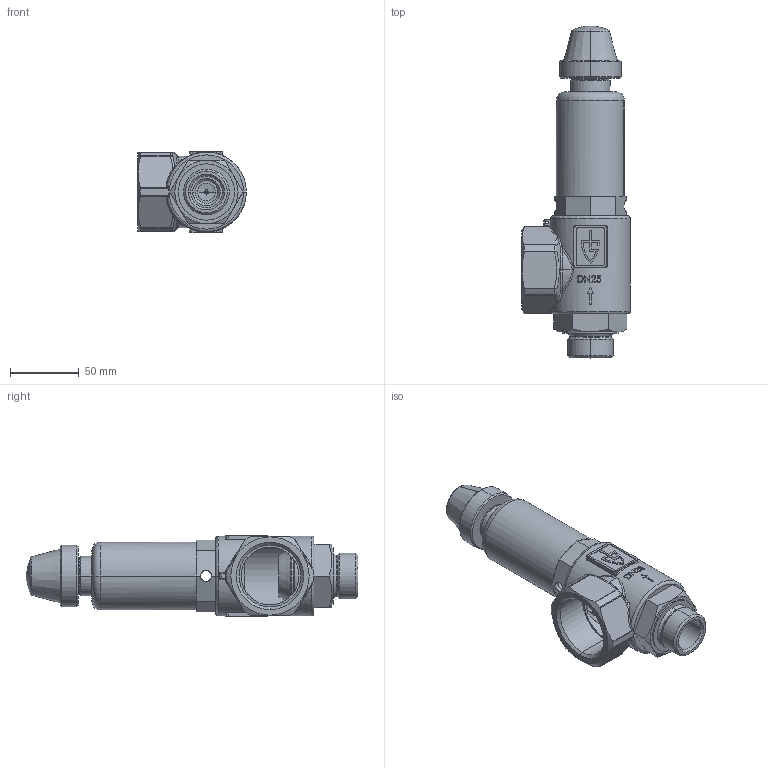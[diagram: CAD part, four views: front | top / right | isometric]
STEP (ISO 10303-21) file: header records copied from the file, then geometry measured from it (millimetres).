
FILE_DESCRIPTION (( 'STEP AP214' ), '1' );
FILE_NAME ('451bXK-25-m+f-25+40.STEP', '2016-02-15T07:26:32', ( '' ), ( '' ), 'SwSTEP 2.0', 'SolidWorks 2014', '' );
FILE_SCHEMA (( 'AUTOMOTIVE_DESIGN' ));
Length unit declared in the file: millimetre
Products named in the file (1): 451bXK-25-m+f-25+40
Bounding box: 79 x 241.5 x 59 mm (x, y, z)
Volume: 200700.7 mm3; surface area: 95649.5 mm2
Topology: 6 solids, 6 shells, 643 faces, 1593 edges, 976 vertices
Faces by surface type: plane 218, cylinder 175, bspline 128, cone 71, torus 41, sphere 10
Entity records: 32019 total; most frequent: CARTESIAN_POINT 10614, ORIENTED_EDGE 3150, DIRECTION 2726, EDGE_CURVE 1575, AXIS2_PLACEMENT_3D 1044, VERTEX_POINT 976, EDGE_LOOP 693, UNCERTAINTY_MEASURE_WITH_UNIT 651
